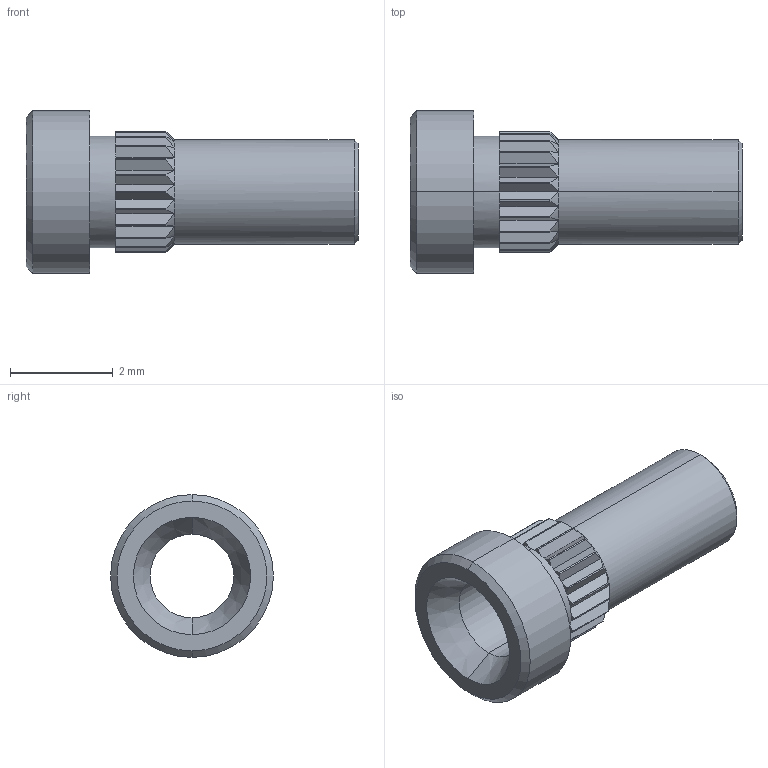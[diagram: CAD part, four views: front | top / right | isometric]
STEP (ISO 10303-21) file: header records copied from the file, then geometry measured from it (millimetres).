
FILE_DESCRIPTION (( 'STEP AP214' ), '1' );
FILE_NAME ('mill-max-0343-0-15-15-34-XX-10-0.step', '2020-01-13T09:13:55', ( '' ), ( '' ), 'SwSTEP 2.0', 'SolidWorks 2019', '' );
FILE_SCHEMA (( 'AUTOMOTIVE_DESIGN' ));
Length unit declared in the file: inch
Products named in the file (1): mill-max-0343-0-15-15-34-XX-10-0
Bounding box: 6.48 x 3.17 x 3.17 mm (x, y, z)
Volume: 13.6 mm3; surface area: 93 mm2
Topology: 1 solids, 1 shells, 149 faces, 342 edges, 196 vertices
Faces by surface type: plane 91, cylinder 30, cone 28
Entity records: 4206 total; most frequent: CARTESIAN_POINT 820, DIRECTION 728, ORIENTED_EDGE 684, EDGE_CURVE 342, AXIS2_PLACEMENT_3D 280, VERTEX_POINT 196, LINE 168, VECTOR 168
